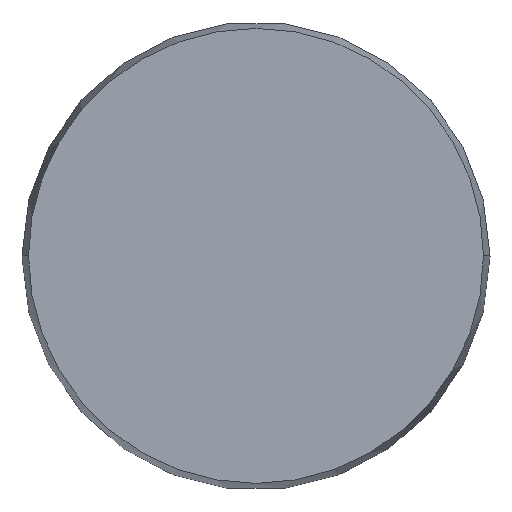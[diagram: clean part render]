
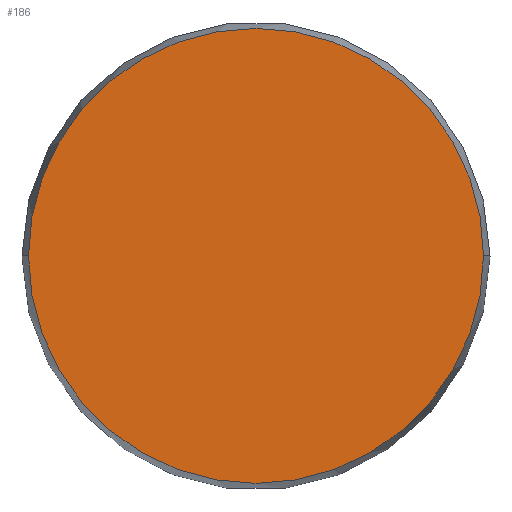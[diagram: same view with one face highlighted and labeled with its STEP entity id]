
A CAD part, top view. The second image highlights one B-rep face of the part: STEP entity #186.
In plain terms, the highlighted planar face has unit normal (0, 0, 1).
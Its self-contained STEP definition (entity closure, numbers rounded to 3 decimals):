
#11 = CARTESIAN_POINT ( 'NONE',  ( 0., 0., 0. ) ) ;
#40 = DIRECTION ( 'NONE',  ( -1., 0., 0. ) ) ;
#59 = AXIS2_PLACEMENT_3D ( 'NONE', #11, #409, #290 ) ;
#84 = EDGE_CURVE ( 'NONE', #401, #171, #203, .T. ) ;
#139 = DIRECTION ( 'NONE',  ( 1., 0., 0. ) ) ;
#140 = CARTESIAN_POINT ( 'NONE',  ( -5.328, 0., 0. ) ) ;
#150 = DIRECTION ( 'NONE',  ( 0., 0., 1. ) ) ;
#171 = VERTEX_POINT ( 'NONE', #288 ) ;
#177 = CIRCLE ( 'NONE', #242, 5.328 ) ;
#186 = ADVANCED_FACE ( 'NONE', ( #386 ), #260, .T. ) ;
#195 = ORIENTED_EDGE ( 'NONE', *, *, #84, .F. ) ;
#203 = CIRCLE ( 'NONE', #59, 5.328 ) ;
#242 = AXIS2_PLACEMENT_3D ( 'NONE', #447, #332, #40 ) ;
#260 = PLANE ( 'NONE',  #380 ) ;
#288 = CARTESIAN_POINT ( 'NONE',  ( 5.328, 0., 0. ) ) ;
#290 = DIRECTION ( 'NONE',  ( -1., 0., 0. ) ) ;
#295 = EDGE_LOOP ( 'NONE', ( #195, #363 ) ) ;
#332 = DIRECTION ( 'NONE',  ( 0., 0., -1. ) ) ;
#347 = EDGE_CURVE ( 'NONE', #171, #401, #177, .T. ) ;
#363 = ORIENTED_EDGE ( 'NONE', *, *, #347, .F. ) ;
#380 = AXIS2_PLACEMENT_3D ( 'NONE', #418, #150, #139 ) ;
#386 = FACE_OUTER_BOUND ( 'NONE', #295, .T. ) ;
#401 = VERTEX_POINT ( 'NONE', #140 ) ;
#409 = DIRECTION ( 'NONE',  ( 0., 0., -1. ) ) ;
#418 = CARTESIAN_POINT ( 'NONE',  ( 5.328, 0., 0. ) ) ;
#447 = CARTESIAN_POINT ( 'NONE',  ( 0., 0., 0. ) ) ;
